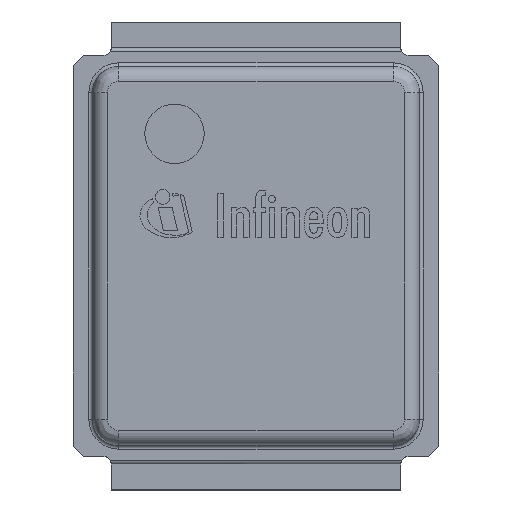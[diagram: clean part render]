
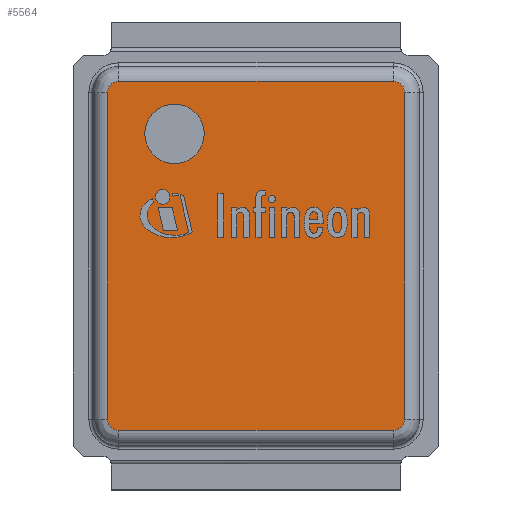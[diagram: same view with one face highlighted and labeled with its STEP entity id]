
A CAD part, top view. The second image highlights one B-rep face of the part: STEP entity #5564.
In plain terms, the highlighted planar face has unit normal (0, 0, 1).
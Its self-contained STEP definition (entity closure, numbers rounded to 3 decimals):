
#70=FACE_BOUND($,#926,.T.);
#71=FACE_BOUND($,#927,.T.);
#93=PLANE($,#5964);
#237=CIRCLE($,#5946,0.15);
#240=CIRCLE($,#5950,0.15);
#244=CIRCLE($,#5955,0.15);
#248=CIRCLE($,#5960,0.15);
#249=CIRCLE($,#5965,0.4);
#926=EDGE_LOOP($,(#3760));
#927=EDGE_LOOP($,(#3761,#3762,#3763,#3764,#3765,#3766,#3767,#3768));
#1287=LINE($,#8593,#1734);
#1288=LINE($,#8612,#1735);
#1290=LINE($,#8631,#1737);
#1292=LINE($,#8646,#1739);
#1734=VECTOR($,#6712,4.4);
#1735=VECTOR($,#6723,3.7);
#1737=VECTOR($,#6735,4.4);
#1739=VECTOR($,#6743,3.7);
#2255=VERTEX_POINT($,#8585);
#2256=VERTEX_POINT($,#8587);
#2257=VERTEX_POINT($,#8591);
#2259=VERTEX_POINT($,#8604);
#2261=VERTEX_POINT($,#8610);
#2263=VERTEX_POINT($,#8624);
#2264=VERTEX_POINT($,#8629);
#2265=VERTEX_POINT($,#8642);
#2266=VERTEX_POINT($,#8652);
#2831=EDGE_CURVE($,#2256,#2255,#237,.T.);
#2833=EDGE_CURVE($,#2257,#2256,#1287,.T.);
#2835=EDGE_CURVE($,#2259,#2257,#240,.T.);
#2838=EDGE_CURVE($,#2261,#2259,#1288,.T.);
#2841=EDGE_CURVE($,#2263,#2261,#244,.T.);
#2844=EDGE_CURVE($,#2264,#2263,#1290,.T.);
#2847=EDGE_CURVE($,#2265,#2264,#248,.T.);
#2848=EDGE_CURVE($,#2255,#2265,#1292,.T.);
#2851=EDGE_CURVE($,#2266,#2266,#249,.T.);
#3760=ORIENTED_EDGE($,*,*,#2851,.F.);
#3761=ORIENTED_EDGE($,*,*,#2831,.F.);
#3762=ORIENTED_EDGE($,*,*,#2833,.F.);
#3763=ORIENTED_EDGE($,*,*,#2835,.F.);
#3764=ORIENTED_EDGE($,*,*,#2838,.F.);
#3765=ORIENTED_EDGE($,*,*,#2841,.F.);
#3766=ORIENTED_EDGE($,*,*,#2844,.F.);
#3767=ORIENTED_EDGE($,*,*,#2847,.F.);
#3768=ORIENTED_EDGE($,*,*,#2848,.F.);
#5564=ADVANCED_FACE($,(#70,#71),#93,.T.);
#5946=AXIS2_PLACEMENT_3D($,#8589,#6706,#6707);
#5950=AXIS2_PLACEMENT_3D($,#8606,#6715,#6716);
#5955=AXIS2_PLACEMENT_3D($,#8626,#6727,#6728);
#5960=AXIS2_PLACEMENT_3D($,#8644,#6739,#6740);
#5964=AXIS2_PLACEMENT_3D($,#8651,#6750,#6751);
#5965=AXIS2_PLACEMENT_3D($,#8653,#6752,#6753);
#6706=DIRECTION('center_axis',(0.,0.,-1.));
#6707=DIRECTION('ref_axis',(0.707,-0.707,0.));
#6712=DIRECTION($,(0.,-1.,0.));
#6715=DIRECTION('center_axis',(0.,0.,-1.));
#6716=DIRECTION('ref_axis',(0.707,0.707,0.));
#6723=DIRECTION($,(1.,0.,0.));
#6727=DIRECTION('center_axis',(0.,0.,-1.));
#6728=DIRECTION('ref_axis',(-0.707,0.707,0.));
#6735=DIRECTION($,(0.,1.,0.));
#6739=DIRECTION('center_axis',(0.,0.,-1.));
#6740=DIRECTION('ref_axis',(-0.707,-0.707,0.));
#6743=DIRECTION($,(-1.,0.,0.));
#6750=DIRECTION('center_axis',(0.,0.,1.));
#6751=DIRECTION('ref_axis',(0.,-1.,0.));
#6752=DIRECTION('center_axis',(0.,0.,1.));
#6753=DIRECTION('ref_axis',(-1.,0.,0.));
#8585=CARTESIAN_POINT('',(1.85,-2.35,0.645));
#8587=CARTESIAN_POINT('',(2.,-2.2,0.645));
#8589=CARTESIAN_POINT('Origin',(1.85,-2.2,0.645));
#8591=CARTESIAN_POINT('',(2.,2.2,0.645));
#8593=CARTESIAN_POINT($,(2.,2.5,0.645));
#8604=CARTESIAN_POINT('',(1.85,2.35,0.645));
#8606=CARTESIAN_POINT('Origin',(1.85,2.2,0.645));
#8610=CARTESIAN_POINT('',(-1.85,2.35,0.645));
#8612=CARTESIAN_POINT($,(-0.925,2.35,0.645));
#8624=CARTESIAN_POINT('',(-2.,2.2,0.645));
#8626=CARTESIAN_POINT('Origin',(-1.85,2.2,0.645));
#8629=CARTESIAN_POINT('',(-2.,-2.2,0.645));
#8631=CARTESIAN_POINT($,(-2.,0.3,0.645));
#8642=CARTESIAN_POINT('',(-1.85,-2.35,0.645));
#8644=CARTESIAN_POINT('Origin',(-1.85,-2.2,0.645));
#8646=CARTESIAN_POINT($,(0.925,-2.35,0.645));
#8651=CARTESIAN_POINT('Origin',(0.,2.8,0.645));
#8652=CARTESIAN_POINT('',(-0.697,1.644,0.645));
#8653=CARTESIAN_POINT('Origin',(-1.097,1.644,0.645));
